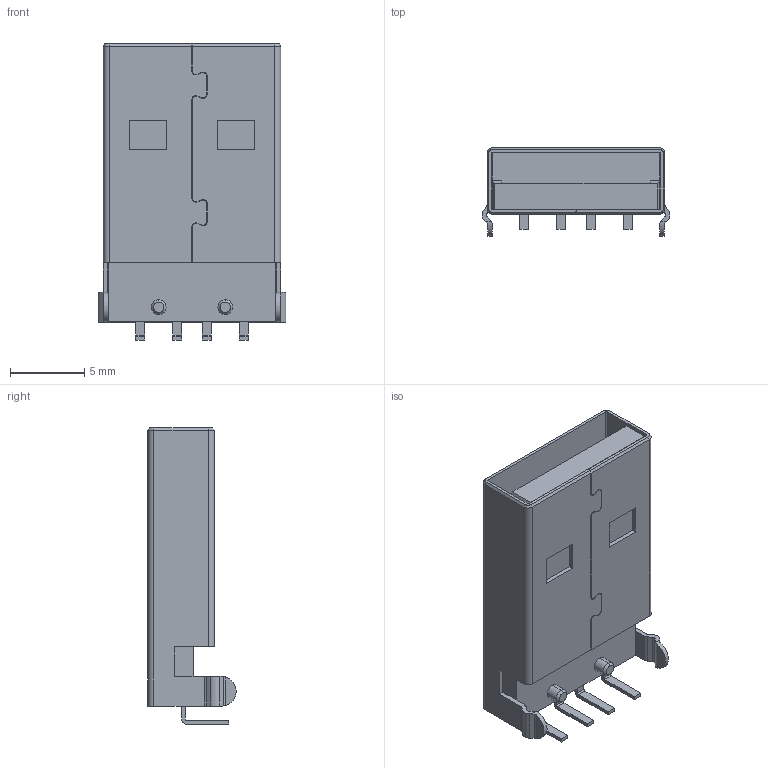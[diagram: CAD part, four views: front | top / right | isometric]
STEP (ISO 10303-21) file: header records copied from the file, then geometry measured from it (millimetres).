
FILE_DESCRIPTION (( 'STEP AP214' ), '1' );
FILE_NAME ('48037-0001.STEP', '2019-10-22T06:17:58', ( '' ), ( '' ), 'SwSTEP 2.0', 'SolidWorks 2017', '' );
FILE_SCHEMA (( 'AUTOMOTIVE_DESIGN' ));
Length unit declared in the file: millimetre
Products named in the file (1): 48037-0001
Bounding box: 12.7 x 5.97 x 20.02 mm (x, y, z)
Volume: 722.6 mm3; surface area: 1763.1 mm2
Topology: 6 solids, 6 shells, 240 faces, 647 edges, 426 vertices
Faces by surface type: plane 170, cylinder 62, cone 8
Entity records: 7578 total; most frequent: CARTESIAN_POINT 1358, ORIENTED_EDGE 1294, DIRECTION 1239, EDGE_CURVE 647, LINE 505, VECTOR 505, VERTEX_POINT 426, AXIS2_PLACEMENT_3D 367
